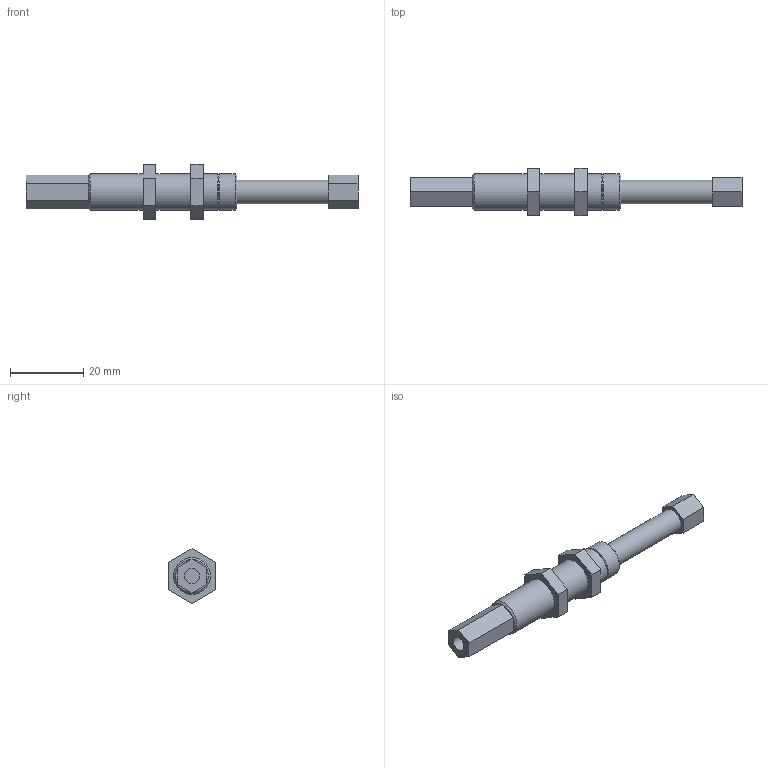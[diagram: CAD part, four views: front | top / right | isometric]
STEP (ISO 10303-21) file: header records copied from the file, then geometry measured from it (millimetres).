
FILE_DESCRIPTION(/* description */ ('GR03.1025T-Kd'),/* implementation_level */ '2;1');
FILE_NAME(/* name */ 'GR03.1025T-Kd.stp',/* time_stamp */ '2024-05-29T13:37:54+02:00',/* author */ ('RKob'),/* organization */ (''),/* preprocessor_version */ 'ST-DEVELOPER v18',/* originating_system */ 'Autodesk Inventor 2020',/* authorisation */ '');
FILE_SCHEMA (('AUTOMOTIVE_DESIGN { 1 0 10303 214 3 1 1 }'));
Length unit declared in the file: millimetre
Products named in the file (1): 0806280
Bounding box: 90.5 x 13 x 15.01 mm (x, y, z)
Volume: 5687.5 mm3; surface area: 3198.8 mm2
Topology: 1 solids, 1 shells, 57 faces, 134 edges, 87 vertices
Faces by surface type: plane 46, cylinder 7, cone 4
Full cylindrical faces by diameter (mm): 4.134 x2, 6.5 x1, 10 x4
Entity records: 1729 total; most frequent: DIRECTION 289, CARTESIAN_POINT 279, ORIENTED_EDGE 268, EDGE_CURVE 134, AXIS2_PLACEMENT_3D 97, LINE 95, VECTOR 95, VERTEX_POINT 87
